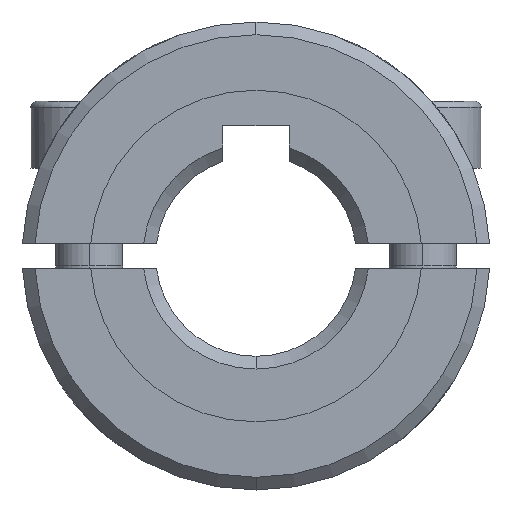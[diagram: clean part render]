
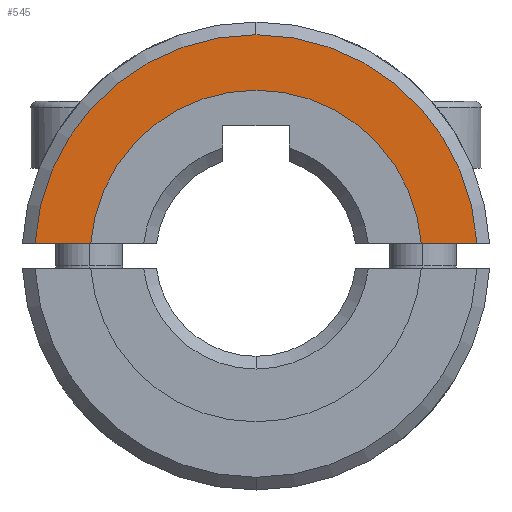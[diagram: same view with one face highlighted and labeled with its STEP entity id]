
A CAD part, front view. The second image highlights one B-rep face of the part: STEP entity #545.
In plain terms, the highlighted planar face has unit normal (0, -1, 0).
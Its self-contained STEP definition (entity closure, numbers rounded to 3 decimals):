
#545=ADVANCED_FACE('',(#1217),#1218,.T.);
#1217=FACE_OUTER_BOUND('',#2029,.T.);
#1218=PLANE('',#2030);
#2029=EDGE_LOOP('',(#3552,#3553,#3554,#3555,#3556,#3557));
#2030=AXIS2_PLACEMENT_3D('',#3558,#3559,#3560);
#3552=ORIENTED_EDGE('',*,*,#5201,.T.);
#3553=ORIENTED_EDGE('',*,*,#4916,.T.);
#3554=ORIENTED_EDGE('',*,*,#5202,.T.);
#3555=ORIENTED_EDGE('',*,*,#5203,.T.);
#3556=ORIENTED_EDGE('',*,*,#4921,.F.);
#3557=ORIENTED_EDGE('',*,*,#5204,.F.);
#3558=CARTESIAN_POINT('',(0.,0.,6.619));
#3559=DIRECTION('',(0.,-1.0,0.));
#3560=DIRECTION('',(0.,0.,-1.0));
#4916=EDGE_CURVE('',#5965,#5962,#5966,.T.);
#4921=EDGE_CURVE('',#5971,#5973,#5974,.T.);
#5201=EDGE_CURVE('',#6377,#5965,#6378,.T.);
#5202=EDGE_CURVE('',#5962,#6379,#6380,.T.);
#5203=EDGE_CURVE('',#6379,#5973,#6381,.T.);
#5204=EDGE_CURVE('',#6377,#5971,#6382,.T.);
#5962=VERTEX_POINT('',#8625);
#5965=VERTEX_POINT('',#8629);
#5966=CIRCLE('',#8630,9.92);
#5971=VERTEX_POINT('',#8636);
#5973=VERTEX_POINT('',#8639);
#5974=CIRCLE('',#8640,13.238);
#6377=VERTEX_POINT('',#9190);
#6378=LINE('',#9191,#9192);
#6379=VERTEX_POINT('',#9193);
#6380=CIRCLE('',#9194,9.92);
#6381=LINE('',#9195,#9196);
#6382=CIRCLE('',#9197,13.238);
#8625=CARTESIAN_POINT('',(0.,0.,9.92));
#8629=CARTESIAN_POINT('',(-9.891,0.,0.762));
#8630=AXIS2_PLACEMENT_3D('',#10461,#10462,#10463);
#8636=CARTESIAN_POINT('',(0.,0.,13.238));
#8639=CARTESIAN_POINT('',(13.216,0.,0.762));
#8640=AXIS2_PLACEMENT_3D('',#10469,#10470,#10471);
#9190=CARTESIAN_POINT('',(-13.216,0.,0.762));
#9191=CARTESIAN_POINT('',(0.001,0.0,0.762));
#9192=VECTOR('',#10826,1.0);
#9193=CARTESIAN_POINT('',(9.891,0.,0.762));
#9194=AXIS2_PLACEMENT_3D('',#10827,#10828,#10829);
#9195=CARTESIAN_POINT('',(0.001,0.0,0.762));
#9196=VECTOR('',#10830,1.0);
#9197=AXIS2_PLACEMENT_3D('',#10831,#10832,#10833);
#10461=CARTESIAN_POINT('',(0.,0.,0.));
#10462=DIRECTION('',(0.,1.0,0.));
#10463=DIRECTION('',(0.,0.,-1.0));
#10469=CARTESIAN_POINT('',(0.0,0.0,0.0));
#10470=DIRECTION('',(0.,1.0,0.));
#10471=DIRECTION('',(0.,0.,1.0));
#10826=DIRECTION('',(1.0,0.,0.0));
#10827=CARTESIAN_POINT('',(0.,0.,0.));
#10828=DIRECTION('',(0.,1.0,0.));
#10829=DIRECTION('',(0.,0.,-1.0));
#10830=DIRECTION('',(1.0,0.,0.0));
#10831=CARTESIAN_POINT('',(0.0,0.0,0.0));
#10832=DIRECTION('',(0.,1.0,0.));
#10833=DIRECTION('',(0.,0.,1.0));
